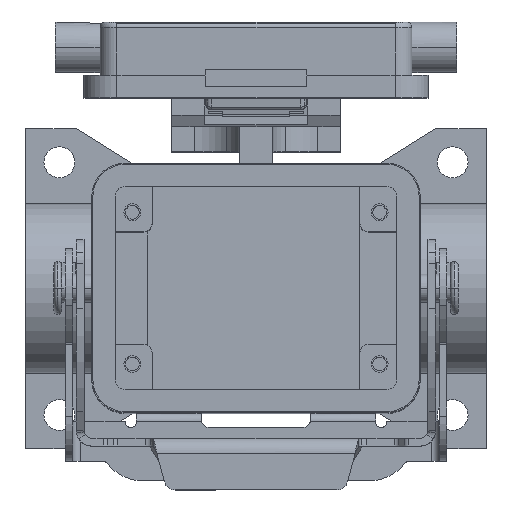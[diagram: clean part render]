
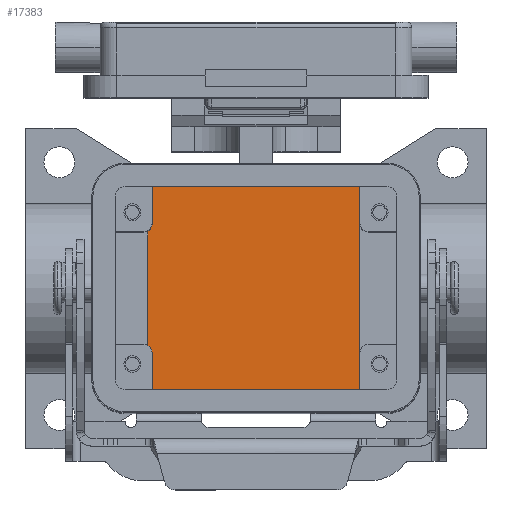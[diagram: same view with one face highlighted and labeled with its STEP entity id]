
A CAD part, top view. The second image highlights one B-rep face of the part: STEP entity #17383.
In plain terms, the highlighted planar face has unit normal (0, 0, 1).
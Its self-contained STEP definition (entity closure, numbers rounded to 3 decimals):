
#17310=CARTESIAN_POINT('',(0.,0.,-62.0));
#17311=DIRECTION('',(0.0,0.0,1.0));
#17312=DIRECTION('',(1.0,0.0,0.0));
#17313=AXIS2_PLACEMENT_3D('',#17310,#17311,#17312);
#17314=PLANE('',#17313);
#17315=CARTESIAN_POINT('',(-19.25,10.201,-62.0));
#17316=VERTEX_POINT('',#17315);
#17317=CARTESIAN_POINT('',(-19.25,-10.201,-62.0));
#17318=VERTEX_POINT('',#17317);
#17319=CARTESIAN_POINT('',(-19.25,10.201,-62.0));
#17320=DIRECTION('',(0.0,-1.0,0.0));
#17321=VECTOR('',#17320,20.402);
#17322=LINE('',#17319,#17321);
#17323=EDGE_CURVE('',#17316,#17318,#17322,.T.);
#17324=ORIENTED_EDGE('',*,*,#17323,.T.);
#17325=CARTESIAN_POINT('',(-18.5,-11.5,-62.));
#17326=VERTEX_POINT('',#17325);
#17327=CARTESIAN_POINT('',(-20.0,-11.5,-62.0));
#17328=DIRECTION('',(0.0,0.0,-1.0));
#17329=DIRECTION('',(-1.0,0.0,0.0));
#17330=AXIS2_PLACEMENT_3D('',#17327,#17328,#17329);
#17331=CIRCLE('',#17330,1.5);
#17332=EDGE_CURVE('',#17318,#17326,#17331,.T.);
#17333=ORIENTED_EDGE('',*,*,#17332,.T.);
#17334=CARTESIAN_POINT('',(-18.5,-18.25,-62.));
#17335=VERTEX_POINT('',#17334);
#17336=CARTESIAN_POINT('',(-18.5,-11.5,-62.));
#17337=DIRECTION('',(0.0,-1.0,0.0));
#17338=VECTOR('',#17337,6.75);
#17339=LINE('',#17336,#17338);
#17340=EDGE_CURVE('',#17326,#17335,#17339,.T.);
#17341=ORIENTED_EDGE('',*,*,#17340,.T.);
#17342=CARTESIAN_POINT('',(18.5,-18.25,-62.));
#17343=VERTEX_POINT('',#17342);
#17344=CARTESIAN_POINT('',(-18.5,-18.25,-62.));
#17345=DIRECTION('',(1.0,0.0,0.0));
#17346=VECTOR('',#17345,37.);
#17347=LINE('',#17344,#17346);
#17348=EDGE_CURVE('',#17335,#17343,#17347,.T.);
#17349=ORIENTED_EDGE('',*,*,#17348,.T.);
#17350=CARTESIAN_POINT('',(18.5,18.25,-62.));
#17351=VERTEX_POINT('',#17350);
#17352=CARTESIAN_POINT('',(18.5,-18.25,-62.));
#17353=DIRECTION('',(0.0,1.0,0.0));
#17354=VECTOR('',#17353,36.5);
#17355=LINE('',#17352,#17354);
#17356=EDGE_CURVE('',#17343,#17351,#17355,.T.);
#17357=ORIENTED_EDGE('',*,*,#17356,.T.);
#17358=CARTESIAN_POINT('',(-18.5,18.25,-62.));
#17359=VERTEX_POINT('',#17358);
#17360=CARTESIAN_POINT('',(18.5,18.25,-62.));
#17361=DIRECTION('',(-1.0,0.0,0.0));
#17362=VECTOR('',#17361,37.);
#17363=LINE('',#17360,#17362);
#17364=EDGE_CURVE('',#17351,#17359,#17363,.T.);
#17365=ORIENTED_EDGE('',*,*,#17364,.T.);
#17366=CARTESIAN_POINT('',(-18.5,11.5,-62.));
#17367=VERTEX_POINT('',#17366);
#17368=CARTESIAN_POINT('',(-18.5,18.25,-62.));
#17369=DIRECTION('',(0.0,-1.0,0.0));
#17370=VECTOR('',#17369,6.75);
#17371=LINE('',#17368,#17370);
#17372=EDGE_CURVE('',#17359,#17367,#17371,.T.);
#17373=ORIENTED_EDGE('',*,*,#17372,.T.);
#17374=CARTESIAN_POINT('',(-20.0,11.5,-62.0));
#17375=DIRECTION('',(0.0,0.0,-1.0));
#17376=DIRECTION('',(0.0,-1.0,0.0));
#17377=AXIS2_PLACEMENT_3D('',#17374,#17375,#17376);
#17378=CIRCLE('',#17377,1.5);
#17379=EDGE_CURVE('',#17367,#17316,#17378,.T.);
#17380=ORIENTED_EDGE('',*,*,#17379,.T.);
#17381=EDGE_LOOP('',(#17324,#17333,#17341,#17349,#17357,#17365,#17373,#17380));
#17382=FACE_OUTER_BOUND('',#17381,.T.);
#17383=ADVANCED_FACE('',(#17382),#17314,.T.);
